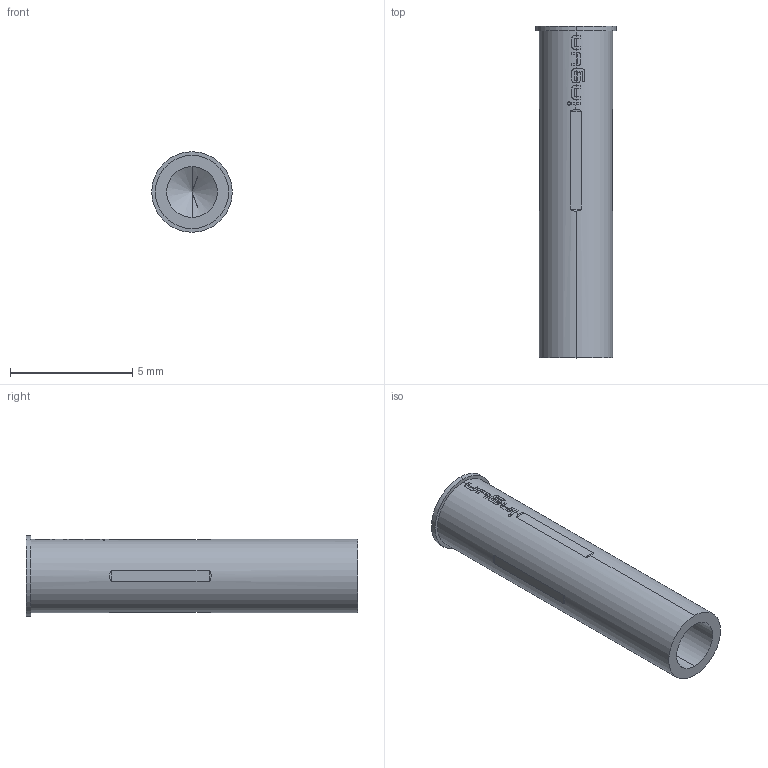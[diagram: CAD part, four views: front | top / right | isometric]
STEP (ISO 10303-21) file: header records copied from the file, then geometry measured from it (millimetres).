
FILE_DESCRIPTION (( 'STEP AP203' ), '1' );
FILE_NAME ('INGUN_KS-913_35.STEP', '2022-02-09T05:35:56', ( 'ochi' ), ( '' ), 'SwSTEP 2.0', 'SolidWorks 2018', '' );
FILE_SCHEMA (( 'CONFIG_CONTROL_DESIGN' ));
Length unit declared in the file: millimetre
Products named in the file (1): INGUN_KS-913_35
Bounding box: 3.3 x 13.6 x 3.3 mm (x, y, z)
Volume: 85.8 mm3; surface area: 165.1 mm2
Topology: 1 solids, 1 shells, 104 faces, 292 edges, 193 vertices
Faces by surface type: plane 47, cylinder 33, bspline 22, cone 2
Entity records: 3777 total; most frequent: CARTESIAN_POINT 1196, ORIENTED_EDGE 580, DIRECTION 446, EDGE_CURVE 290, VERTEX_POINT 193, AXIS2_PLACEMENT_3D 171, EDGE_LOOP 109, ADVANCED_FACE 104
